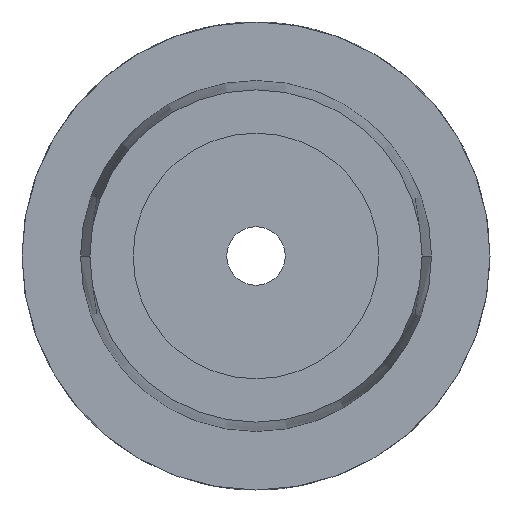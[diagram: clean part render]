
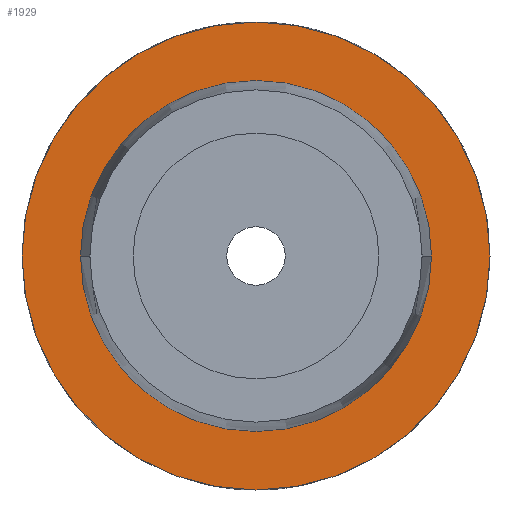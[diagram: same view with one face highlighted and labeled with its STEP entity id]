
A CAD part, left-side view. The second image highlights one B-rep face of the part: STEP entity #1929.
In plain terms, the highlighted planar face has unit normal (-1, 0, 0).
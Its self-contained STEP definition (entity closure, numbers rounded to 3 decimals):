
#425=CARTESIAN_POINT('',(0.,0.,0.));
#426=DIRECTION('',(1.,0.,0.));
#427=DIRECTION('',(0.,1.,0.));
#428=AXIS2_PLACEMENT_3D('',#425,#426,#427);
#447=CARTESIAN_POINT('',(0.,0.,0.));
#448=DIRECTION('',(-1.,0.,0.));
#449=DIRECTION('',(0.,1.,0.));
#450=AXIS2_PLACEMENT_3D('',#447,#448,#449);
#455=CARTESIAN_POINT('',(0.,0.,0.));
#456=DIRECTION('',(1.,0.,0.));
#457=DIRECTION('',(0.,1.,0.));
#458=AXIS2_PLACEMENT_3D('',#455,#456,#457);
#463=CARTESIAN_POINT('',(0.,0.,0.));
#464=DIRECTION('',(-1.,0.,0.));
#465=DIRECTION('',(0.,1.,0.));
#466=AXIS2_PLACEMENT_3D('',#463,#464,#465);
#1316=CARTESIAN_POINT('',(0.,20.,0.));
#1318=VERTEX_POINT('',#1316);
#1319=CARTESIAN_POINT('',(0.,15.,0.));
#1321=VERTEX_POINT('',#1319);
#1324=CARTESIAN_POINT('',(0.,-20.,0.));
#1326=VERTEX_POINT('',#1324);
#1327=CARTESIAN_POINT('',(0.,-15.,0.));
#1329=VERTEX_POINT('',#1327);
#1914=CARTESIAN_POINT('',(0.,0.,0.));
#1915=DIRECTION('',(1.,0.,0.));
#1916=DIRECTION('',(0.,-1.,0.));
#1917=AXIS2_PLACEMENT_3D('',#1914,#1915,#1916);
#1918=PLANE('',#1917);
#1920=ORIENTED_EDGE('',*,*,#1919,.T.);
#1922=ORIENTED_EDGE('',*,*,#1921,.F.);
#1923=EDGE_LOOP('',(#1920,#1922));
#1924=FACE_OUTER_BOUND('',#1923,.F.);
#1925=ORIENTED_EDGE('',*,*,#1909,.T.);
#1926=ORIENTED_EDGE('',*,*,#1893,.F.);
#1927=EDGE_LOOP('',(#1925,#1926));
#1928=FACE_BOUND('',#1927,.F.);
#429=CIRCLE('',#428,15.);
#451=CIRCLE('',#450,15.);
#459=CIRCLE('',#458,20.);
#467=CIRCLE('',#466,20.);
#1893=EDGE_CURVE('',#1321,#1329,#429,.T.);
#1909=EDGE_CURVE('',#1321,#1329,#451,.T.);
#1919=EDGE_CURVE('',#1318,#1326,#459,.T.);
#1921=EDGE_CURVE('',#1318,#1326,#467,.T.);
#1929=ADVANCED_FACE('',(#1924,#1928),#1918,.F.);
